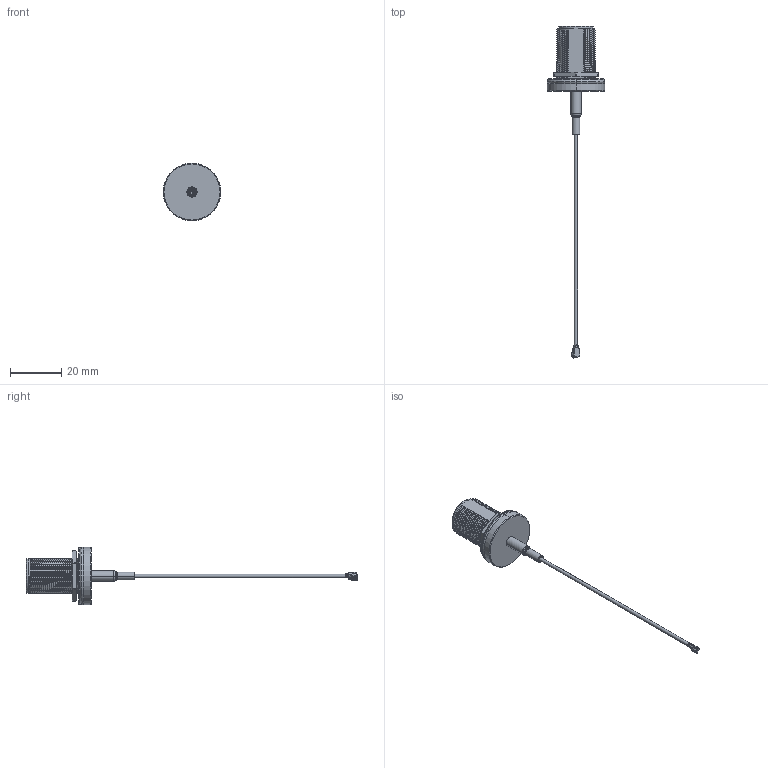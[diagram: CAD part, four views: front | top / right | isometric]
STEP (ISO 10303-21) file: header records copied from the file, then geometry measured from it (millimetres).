
FILE_DESCRIPTION (( 'STEP AP214' ), '1' );
FILE_NAME ('CAB.954_Web.STEP', '2020-03-25T08:53:17', ( '' ), ( '' ), 'SwSTEP 2.0', 'SolidWorks 2017', '' );
FILE_SCHEMA (( 'AUTOMOTIVE_DESIGN' ));
Length unit declared in the file: millimetre
Products named in the file (13): 1.37 Cable; Nut; p8; p3; 001315C020000A (for Assy)_Black_RG174; IPEX_MHF1(U.FL); p7; N Type(F)ST.Ni; CAB.954_Web; p4; p6; WASHER; O-ring
Assembly tree (12 placements, depth 3):
  CAB.954_Web
    N Type(F)ST.Ni
    1.37 Cable
    001315C020000A (for Assy)_Black_RG174
    WASHER
    Nut
    IPEX_MHF1(U.FL)
      p6
      p7
      p4
      p3
      p8
    O-ring
Bounding box: 22.5 x 129.71 x 22.5 mm (x, y, z)
Volume: 4477.6 mm3; surface area: 5308.8 mm2
Topology: 11 solids, 11 shells, 603 faces, 1681 edges, 1103 vertices
Faces by surface type: cylinder 197, plane 195, bspline 167, cone 30, torus 14
Entity records: 148218 total; most frequent: CARTESIAN_POINT 131795, ORIENTED_EDGE 3362, DIRECTION 2288, EDGE_CURVE 1681, VERTEX_POINT 1103, AXIS2_PLACEMENT_3D 783, VECTOR 722, LINE 722
